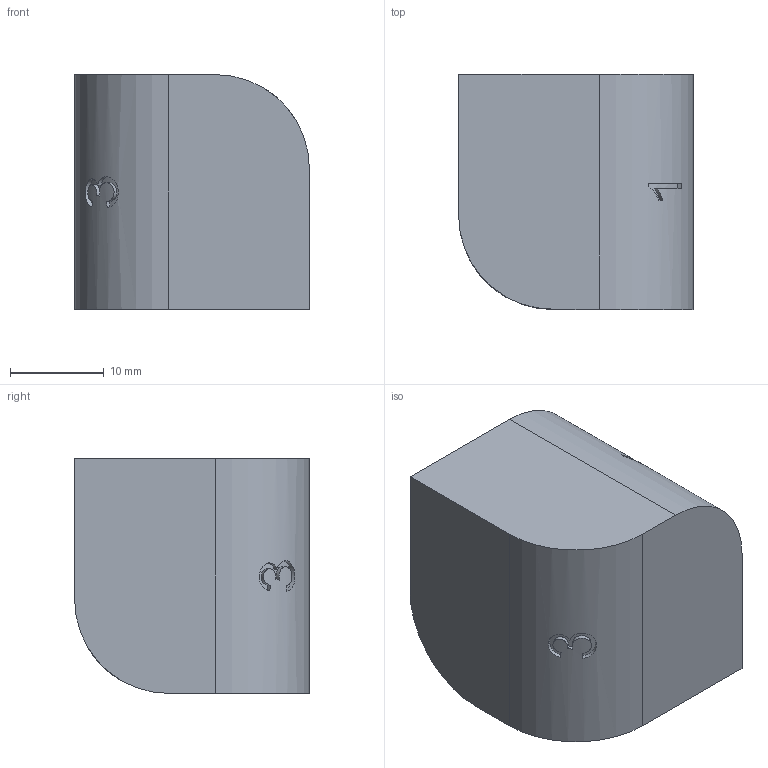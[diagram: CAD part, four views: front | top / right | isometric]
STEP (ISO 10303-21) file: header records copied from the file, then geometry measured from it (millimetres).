
FILE_DESCRIPTION(('HOOPS Exchange Step'),'2;1');
FILE_NAME('temp_export','2024-08-03T12:16:25+08:00',('sharma21'),('Shapr3D Limited'),'HOOPS Exchange 2024.2','Shapr3D','Authorized');
FILE_SCHEMA( ('AUTOMOTIVE_DESIGN { 1 0 10303 214 1 1 1 1 }') );
Length unit declared in the file: millimetre
Products named in the file (1): root
Bounding box: 25 x 25 x 25 mm (x, y, z)
Volume: 14007.2 mm3; surface area: 3328.7 mm2
Topology: 1 solids, 1 shells, 35 faces, 90 edges, 60 vertices
Faces by surface type: bspline 15, plane 14, cylinder 6
Entity records: 3507 total; most frequent: CARTESIAN_POINT 2750, ORIENTED_EDGE 180, DIRECTION 99, EDGE_CURVE 90, VERTEX_POINT 60, B_SPLINE_CURVE_WITH_KNOTS 47, EDGE_LOOP 38, FACE_BOUND 38
